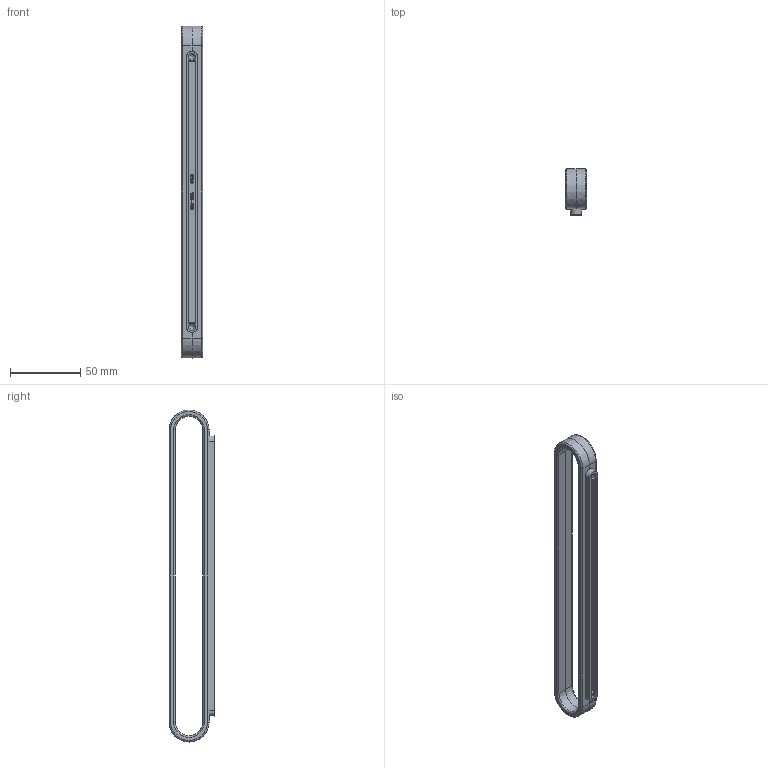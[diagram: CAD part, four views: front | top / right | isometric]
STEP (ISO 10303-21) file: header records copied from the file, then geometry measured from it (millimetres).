
FILE_DESCRIPTION(('Creo Elements/Direct Modeling STEP Export'),'2;1');
FILE_NAME('1515-236.stp','2024-08-20T12:48:36',(''),(''),'Creo Elements/Direct Modeling STEP processor for AP214 (Solid Model)','Creo Elements/Direct Modeling 20.0 12-Nov-2016 (C) Parametric Technology GmbH','');
FILE_SCHEMA(('AUTOMOTIVE_DESIGN { 1 0 10303 214 1 1 1 1 }'));
Length unit declared in the file: millimetre
Products named in the file (1): 1515-236
Bounding box: 15 x 32.6 x 236 mm (x, y, z)
Volume: 34029.3 mm3; surface area: 21358.5 mm2
Topology: 1 solids, 1 shells, 583 faces, 1663 edges, 1096 vertices
Faces by surface type: plane 539, cone 20, cylinder 16, torus 8
Entity records: 18596 total; most frequent: CARTESIAN_POINT 3368, ORIENTED_EDGE 3318, DIRECTION 2861, EDGE_CURVE 1659, VECTOR 1579, LINE 1579, VERTEX_POINT 1096, AXIS2_PLACEMENT_3D 641
